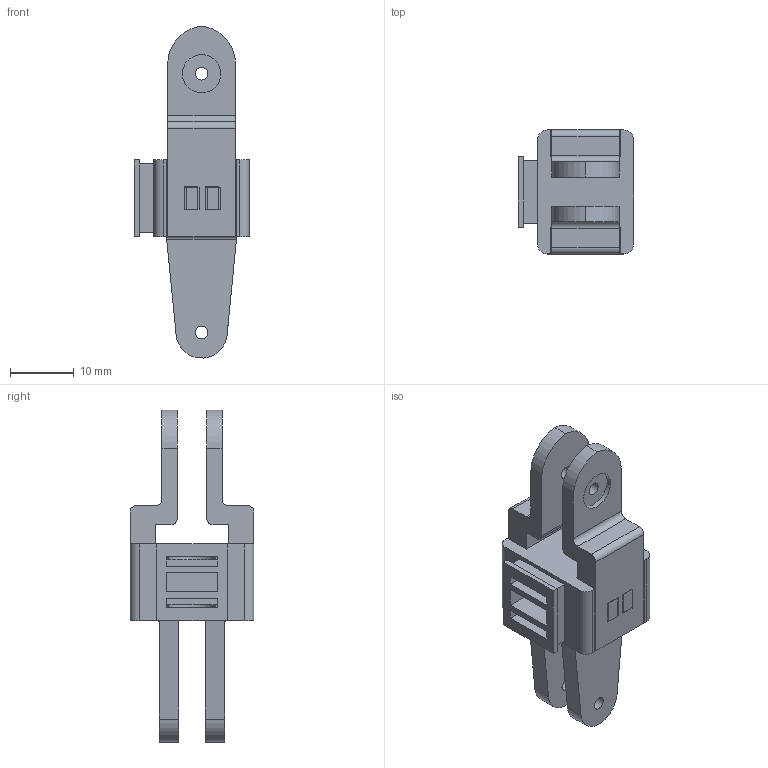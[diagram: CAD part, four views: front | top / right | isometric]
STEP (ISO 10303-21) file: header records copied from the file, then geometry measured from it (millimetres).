
FILE_DESCRIPTION((''),'2;1');
FILE_NAME('SENSOR_ASM','2018-03-06T',('wen'),(''),'PRO/ENGINEER BY PARAMETRIC TECHNOLOGY CORPORATION, 2010280','PRO/ENGINEER BY PARAMETRIC TECHNOLOGY CORPORATION, 2010280','');
FILE_SCHEMA(('CONFIG_CONTROL_DESIGN'));
Length unit declared in the file: millimetre
Products named in the file (4): LIANJIE00; LIANJIE01; LIANJIE02; SENSOR_ASM
Assembly tree (4 placements, depth 2):
  SENSOR_ASM
    LIANJIE00
    LIANJIE01
    LIANJIE02  x2
Bounding box: 18 x 19.4 x 51.94 mm (x, y, z)
Volume: 5202.9 mm3; surface area: 5863.4 mm2
Topology: 4 solids, 4 shells, 161 faces, 442 edges, 292 vertices
Faces by surface type: plane 117, cylinder 44
Entity records: 4292 total; most frequent: CARTESIAN_POINT 758, ORIENTED_EDGE 716, DIRECTION 700, EDGE_CURVE 358, VECTOR 288, LINE 288, VERTEX_POINT 236, AXIS2_PLACEMENT_3D 206
